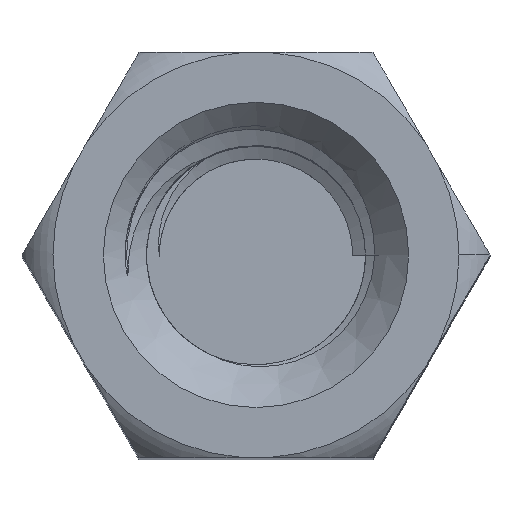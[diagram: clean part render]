
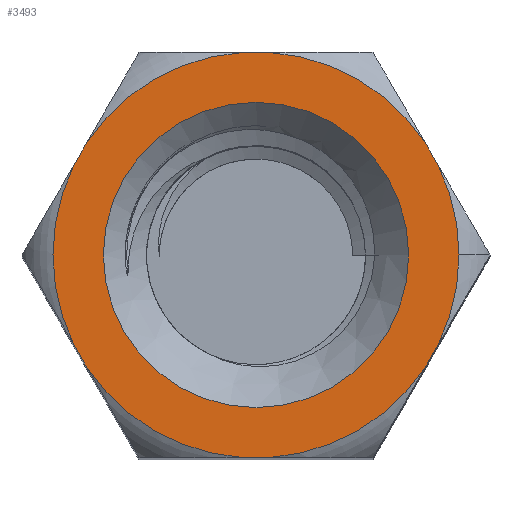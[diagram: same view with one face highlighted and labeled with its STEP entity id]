
A CAD part, top view. The second image highlights one B-rep face of the part: STEP entity #3493.
In plain terms, the highlighted planar face has unit normal (0, 0, 1).
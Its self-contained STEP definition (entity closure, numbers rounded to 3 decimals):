
#1510 = VERTEX_POINT('',#1511);
#1511 = CARTESIAN_POINT('',(2.108,1.049,14.));
#1564 = EDGE_CURVE('',#1510,#1565,#1567,.T.);
#1565 = VERTEX_POINT('',#1566);
#1566 = CARTESIAN_POINT('',(1.963,1.301,14.));
#1567 = LINE('',#1568,#1569);
#1568 = CARTESIAN_POINT('',(2.714,0.,14.));
#1569 = VECTOR('',#1570,1.);
#1570 = DIRECTION('',(-0.5,0.866,0.));
#1787 = VERTEX_POINT('',#1788);
#1788 = CARTESIAN_POINT('',(1.963,-1.301,14.));
#1841 = EDGE_CURVE('',#1787,#1842,#1844,.T.);
#1842 = VERTEX_POINT('',#1843);
#1843 = CARTESIAN_POINT('',(2.108,-1.049,14.));
#1844 = LINE('',#1845,#1846);
#1845 = CARTESIAN_POINT('',(1.357,-2.35,14.));
#1846 = VECTOR('',#1847,1.);
#1847 = DIRECTION('',(0.5,0.866,0.));
#2040 = VERTEX_POINT('',#2041);
#2041 = CARTESIAN_POINT('',(-0.145,-2.35,14.));
#2094 = EDGE_CURVE('',#2040,#2095,#2097,.T.);
#2095 = VERTEX_POINT('',#2096);
#2096 = CARTESIAN_POINT('',(0.145,-2.35,14.));
#2097 = LINE('',#2098,#2099);
#2098 = CARTESIAN_POINT('',(-1.357,-2.35,14.));
#2099 = VECTOR('',#2100,1.);
#2100 = DIRECTION('',(1.,0.,0.));
#2293 = VERTEX_POINT('',#2294);
#2294 = CARTESIAN_POINT('',(-2.108,-1.049,14.));
#2347 = EDGE_CURVE('',#2293,#2348,#2350,.T.);
#2348 = VERTEX_POINT('',#2349);
#2349 = CARTESIAN_POINT('',(-1.963,-1.301,14.));
#2350 = LINE('',#2351,#2352);
#2351 = CARTESIAN_POINT('',(-2.714,0.,14.));
#2352 = VECTOR('',#2353,1.);
#2353 = DIRECTION('',(0.5,-0.866,0.));
#2546 = VERTEX_POINT('',#2547);
#2547 = CARTESIAN_POINT('',(-1.963,1.301,14.));
#2600 = EDGE_CURVE('',#2546,#2601,#2603,.T.);
#2601 = VERTEX_POINT('',#2602);
#2602 = CARTESIAN_POINT('',(-2.108,1.049,14.));
#2603 = LINE('',#2604,#2605);
#2604 = CARTESIAN_POINT('',(-1.357,2.35,14.));
#2605 = VECTOR('',#2606,1.);
#2606 = DIRECTION('',(-0.5,-0.866,0.));
#2738 = VERTEX_POINT('',#2739);
#2739 = CARTESIAN_POINT('',(0.145,2.35,14.));
#2792 = EDGE_CURVE('',#2738,#2793,#2795,.T.);
#2793 = VERTEX_POINT('',#2794);
#2794 = CARTESIAN_POINT('',(-0.145,2.35,14.));
#2795 = LINE('',#2796,#2797);
#2796 = CARTESIAN_POINT('',(1.357,2.35,14.));
#2797 = VECTOR('',#2798,1.);
#2798 = DIRECTION('',(-1.,0.,0.));
#3482 = EDGE_CURVE('',#1565,#2738,#3483,.T.);
#3483 = CIRCLE('',#3484,2.354);
#3484 = AXIS2_PLACEMENT_3D('',#3485,#3486,#3487);
#3485 = CARTESIAN_POINT('',(0.,0.,14.));
#3486 = DIRECTION('',(0.,-0.,1.));
#3487 = DIRECTION('',(1.,0.,0.));
#3493 = ADVANCED_FACE('',(#3494,#3547),#3558,.T.);
#3494 = FACE_BOUND('',#3495,.T.);
#3495 = EDGE_LOOP('',(#3496,#3497,#3498,#3505,#3506,#3513,#3514,#3521,
    #3522,#3529,#3530,#3539,#3546));
#3496 = ORIENTED_EDGE('',*,*,#3482,.T.);
#3497 = ORIENTED_EDGE('',*,*,#2792,.T.);
#3498 = ORIENTED_EDGE('',*,*,#3499,.T.);
#3499 = EDGE_CURVE('',#2793,#2546,#3500,.T.);
#3500 = CIRCLE('',#3501,2.354);
#3501 = AXIS2_PLACEMENT_3D('',#3502,#3503,#3504);
#3502 = CARTESIAN_POINT('',(0.,0.,14.));
#3503 = DIRECTION('',(0.,-0.,1.));
#3504 = DIRECTION('',(1.,0.,0.));
#3505 = ORIENTED_EDGE('',*,*,#2600,.T.);
#3506 = ORIENTED_EDGE('',*,*,#3507,.T.);
#3507 = EDGE_CURVE('',#2601,#2293,#3508,.T.);
#3508 = CIRCLE('',#3509,2.354);
#3509 = AXIS2_PLACEMENT_3D('',#3510,#3511,#3512);
#3510 = CARTESIAN_POINT('',(0.,0.,14.));
#3511 = DIRECTION('',(0.,-0.,1.));
#3512 = DIRECTION('',(1.,0.,0.));
#3513 = ORIENTED_EDGE('',*,*,#2347,.T.);
#3514 = ORIENTED_EDGE('',*,*,#3515,.T.);
#3515 = EDGE_CURVE('',#2348,#2040,#3516,.T.);
#3516 = CIRCLE('',#3517,2.354);
#3517 = AXIS2_PLACEMENT_3D('',#3518,#3519,#3520);
#3518 = CARTESIAN_POINT('',(0.,0.,14.));
#3519 = DIRECTION('',(0.,-0.,1.));
#3520 = DIRECTION('',(1.,0.,0.));
#3521 = ORIENTED_EDGE('',*,*,#2094,.T.);
#3522 = ORIENTED_EDGE('',*,*,#3523,.T.);
#3523 = EDGE_CURVE('',#2095,#1787,#3524,.T.);
#3524 = CIRCLE('',#3525,2.354);
#3525 = AXIS2_PLACEMENT_3D('',#3526,#3527,#3528);
#3526 = CARTESIAN_POINT('',(0.,0.,14.));
#3527 = DIRECTION('',(0.,-0.,1.));
#3528 = DIRECTION('',(1.,0.,0.));
#3529 = ORIENTED_EDGE('',*,*,#1841,.T.);
#3530 = ORIENTED_EDGE('',*,*,#3531,.T.);
#3531 = EDGE_CURVE('',#1842,#3532,#3534,.T.);
#3532 = VERTEX_POINT('',#3533);
#3533 = CARTESIAN_POINT('',(2.354,0.,14.));
#3534 = CIRCLE('',#3535,2.354);
#3535 = AXIS2_PLACEMENT_3D('',#3536,#3537,#3538);
#3536 = CARTESIAN_POINT('',(0.,0.,14.));
#3537 = DIRECTION('',(0.,-0.,1.));
#3538 = DIRECTION('',(1.,0.,0.));
#3539 = ORIENTED_EDGE('',*,*,#3540,.T.);
#3540 = EDGE_CURVE('',#3532,#1510,#3541,.T.);
#3541 = CIRCLE('',#3542,2.354);
#3542 = AXIS2_PLACEMENT_3D('',#3543,#3544,#3545);
#3543 = CARTESIAN_POINT('',(0.,0.,14.));
#3544 = DIRECTION('',(0.,-0.,1.));
#3545 = DIRECTION('',(1.,0.,0.));
#3546 = ORIENTED_EDGE('',*,*,#1564,.T.);
#3547 = FACE_BOUND('',#3548,.T.);
#3548 = EDGE_LOOP('',(#3549));
#3549 = ORIENTED_EDGE('',*,*,#3550,.F.);
#3550 = EDGE_CURVE('',#3551,#3551,#3553,.T.);
#3551 = VERTEX_POINT('',#3552);
#3552 = CARTESIAN_POINT('',(1.77,0.,14.));
#3553 = CIRCLE('',#3554,1.77);
#3554 = AXIS2_PLACEMENT_3D('',#3555,#3556,#3557);
#3555 = CARTESIAN_POINT('',(0.,0.,14.));
#3556 = DIRECTION('',(0.,0.,1.));
#3557 = DIRECTION('',(1.,0.,0.));
#3558 = PLANE('',#3559);
#3559 = AXIS2_PLACEMENT_3D('',#3560,#3561,#3562);
#3560 = CARTESIAN_POINT('',(0.,0.,14.)
  );
#3561 = DIRECTION('',(0.,0.,1.));
#3562 = DIRECTION('',(1.,0.,0.));
